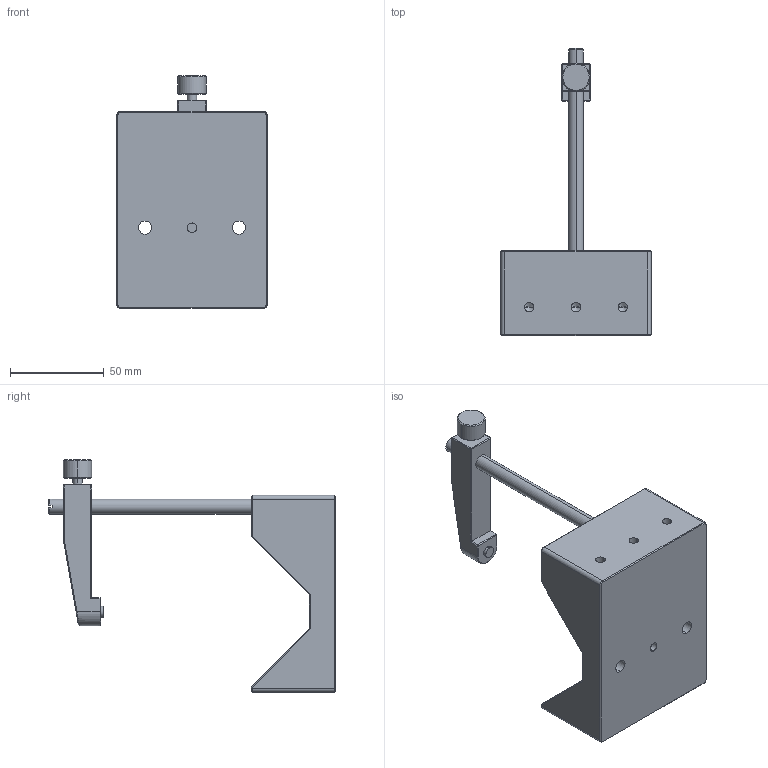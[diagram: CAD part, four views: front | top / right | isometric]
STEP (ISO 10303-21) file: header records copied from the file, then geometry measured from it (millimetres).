
FILE_DESCRIPTION (( 'STEP AP203' ), '1' );
FILE_NAME ('GCM-060203M三维外形图.STEP', '2016-12-30T00:26:38', ( '' ), ( '' ), 'SwSTEP 2.0', 'SolidWorks 2015', '' );
FILE_SCHEMA (( 'CONFIG_CONTROL_DESIGN' ));
Length unit declared in the file: millimetre
Products named in the file (2): GCM-060203M三维外形图
Bounding box: 80 x 153 x 124 mm (x, y, z)
Volume: 274355.6 mm3; surface area: 41348.5 mm2
Topology: 1 solids, 1 shells, 130 faces, 297 edges, 168 vertices
Faces by surface type: plane 59, cylinder 38, cone 31, bspline 2
Entity records: 3938 total; most frequent: CARTESIAN_POINT 896, DIRECTION 627, ORIENTED_EDGE 566, EDGE_CURVE 283, AXIS2_PLACEMENT_3D 225, LINE 177, VECTOR 177, VERTEX_POINT 168
